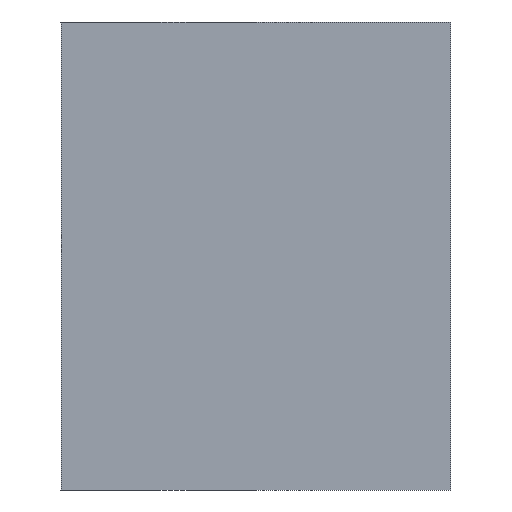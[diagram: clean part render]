
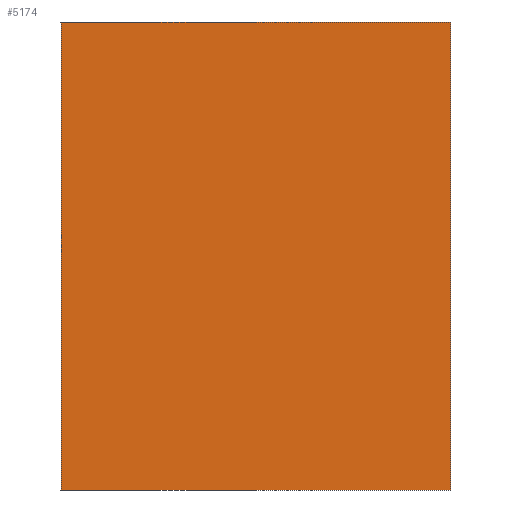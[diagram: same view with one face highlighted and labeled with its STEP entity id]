
A CAD part, front view. The second image highlights one B-rep face of the part: STEP entity #5174.
In plain terms, the highlighted planar face has unit normal (0, -1, 0).
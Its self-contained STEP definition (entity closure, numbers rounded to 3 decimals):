
#980=FACE_OUTER_BOUND('',#1286,.T.);
#1286=EDGE_LOOP('',(#4823,#4824,#4825,#4826));
#1619=LINE('',#10773,#1959);
#1622=LINE('',#10778,#1962);
#1624=LINE('',#10782,#1964);
#1626=LINE('',#10785,#1966);
#1959=VECTOR('',#5714,10.);
#1962=VECTOR('',#5719,10.);
#1964=VECTOR('',#5723,10.);
#1966=VECTOR('',#5727,10.);
#2483=VERTEX_POINT('',#10771);
#2484=VERTEX_POINT('',#10772);
#2485=VERTEX_POINT('',#10777);
#2486=VERTEX_POINT('',#10781);
#3259=EDGE_CURVE('',#2483,#2484,#1619,.T.);
#3262=EDGE_CURVE('',#2484,#2485,#1622,.T.);
#3264=EDGE_CURVE('',#2485,#2486,#1624,.T.);
#3266=EDGE_CURVE('',#2486,#2483,#1626,.T.);
#4823=ORIENTED_EDGE('',*,*,#3266,.T.);
#4824=ORIENTED_EDGE('',*,*,#3259,.T.);
#4825=ORIENTED_EDGE('',*,*,#3262,.T.);
#4826=ORIENTED_EDGE('',*,*,#3264,.T.);
#4890=PLANE('',#5255);
#5174=ADVANCED_FACE('',(#980),#4890,.F.);
#5255=AXIS2_PLACEMENT_3D('',#10787,#5730,#5731);
#5714=DIRECTION('',(0.,0.,-1.));
#5719=DIRECTION('',(1.,0.,0.));
#5723=DIRECTION('',(0.,0.,1.));
#5727=DIRECTION('',(-1.,0.,0.));
#5730=DIRECTION('center_axis',(0.,1.,0.));
#5731=DIRECTION('ref_axis',(1.,0.,0.));
#10771=CARTESIAN_POINT('',(0.,0.,6.));
#10772=CARTESIAN_POINT('',(0.,0.,0.));
#10773=CARTESIAN_POINT('',(0.,0.,6.));
#10777=CARTESIAN_POINT('',(5.,0.,0.));
#10778=CARTESIAN_POINT('',(0.,0.,0.));
#10781=CARTESIAN_POINT('',(5.,0.,6.));
#10782=CARTESIAN_POINT('',(5.,0.,0.));
#10785=CARTESIAN_POINT('',(5.,0.,6.));
#10787=CARTESIAN_POINT('Origin',(2.5,0.,3.));
